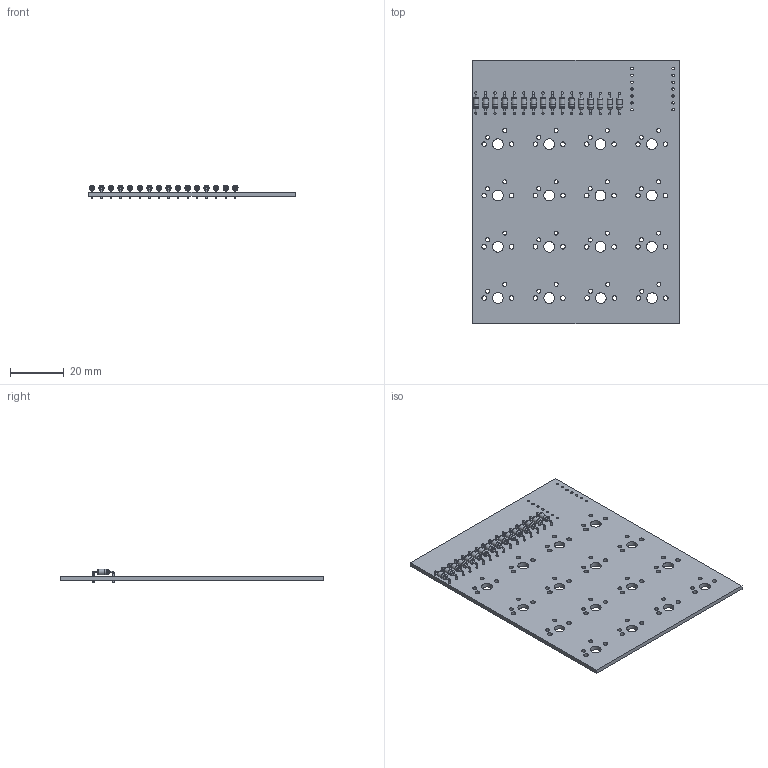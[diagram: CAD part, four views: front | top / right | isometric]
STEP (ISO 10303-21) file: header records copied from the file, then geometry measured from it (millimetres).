
FILE_DESCRIPTION(('KiCad electronic assembly'),'2;1');
FILE_NAME('HackPad.step','2025-11-29T18:25:52',('Pcbnew'),('Kicad'), 'Open CASCADE STEP processor 7.8','KiCad to STEP converter','Unknown' );
FILE_SCHEMA(('AUTOMOTIVE_DESIGN { 1 0 10303 214 1 1 1 1 }'));
Length unit declared in the file: millimetre
Products named in the file (3): HackPad 1; D_DO-35_SOD27_P7.62mm_Horizontal; HackPad_PCB
Assembly tree (17 placements, depth 2):
  HackPad 1
    D_DO-35_SOD27_P7.62mm_Horizontal  x16
    HackPad_PCB
Bounding box: 76.5 x 97.5 x 5.01 mm (x, y, z)
Volume: 10970.1 mm3; surface area: 16559.7 mm2
Topology: 33 solids, 33 shells, 388 faces, 774 edges, 484 vertices
Faces by surface type: cylinder 222, plane 102, torus 64
Full cylindrical faces by diameter (mm): 0.5 x48, 0.8 x32, 0.889 x14, 1.5 x32, 1.7 x32, 2 x32, 2.02 x16, 4 x16
Entity records: 5711 total; most frequent: DIRECTION 1016, CARTESIAN_POINT 854, ORIENTED_EDGE 828, AXIS2_PLACEMENT_3D 436, EDGE_CURVE 414, FACE_BOUND 402, EDGE_LOOP 402, VERTEX_POINT 274
